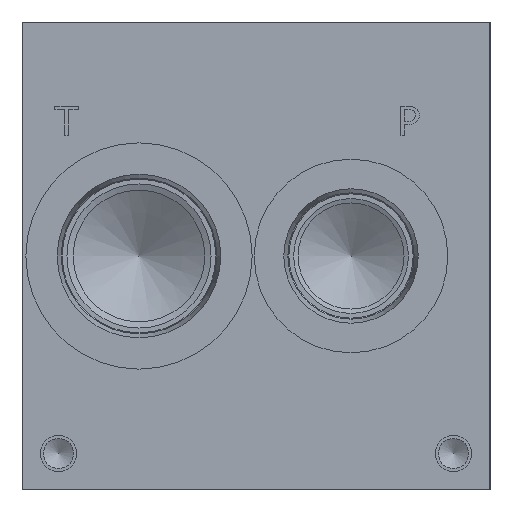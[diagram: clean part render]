
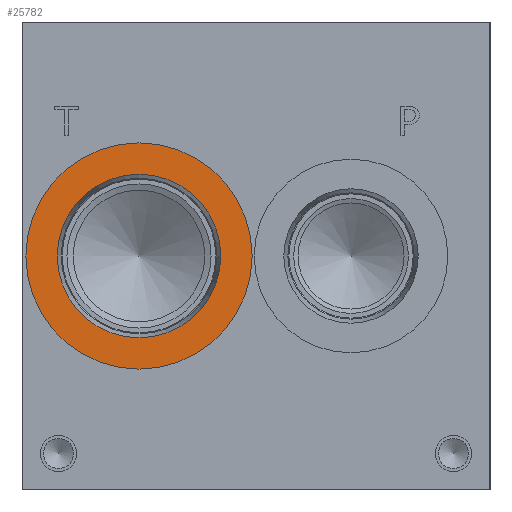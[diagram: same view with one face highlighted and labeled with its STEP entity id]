
A CAD part, left-side view. The second image highlights one B-rep face of the part: STEP entity #25782.
In plain terms, the highlighted planar face has unit normal (-1, 0, 0).
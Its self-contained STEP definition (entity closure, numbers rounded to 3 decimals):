
#637=CIRCLE('',#27059,24.562);
#638=CIRCLE('',#27060,24.562);
#639=CIRCLE('',#27062,17.755);
#640=CIRCLE('',#27063,17.755);
#1637=FACE_BOUND('',#4825,.T.);
#2361=PLANE('',#27061);
#3314=FACE_OUTER_BOUND('',#4824,.T.);
#4824=EDGE_LOOP('',(#21198,#21199));
#4825=EDGE_LOOP('',(#21200,#21201));
#11891=VERTEX_POINT('',#43124);
#11892=VERTEX_POINT('',#43126);
#11893=VERTEX_POINT('',#43130);
#11894=VERTEX_POINT('',#43131);
#15238=EDGE_CURVE('',#11891,#11892,#637,.T.);
#15239=EDGE_CURVE('',#11892,#11891,#638,.T.);
#15240=EDGE_CURVE('',#11893,#11894,#639,.T.);
#15241=EDGE_CURVE('',#11894,#11893,#640,.T.);
#21198=ORIENTED_EDGE('',*,*,#15239,.F.);
#21199=ORIENTED_EDGE('',*,*,#15238,.F.);
#21200=ORIENTED_EDGE('',*,*,#15240,.T.);
#21201=ORIENTED_EDGE('',*,*,#15241,.T.);
#25782=ADVANCED_FACE('',(#3314,#1637),#2361,.F.);
#27059=AXIS2_PLACEMENT_3D('',#43127,#31629,#31630);
#27060=AXIS2_PLACEMENT_3D('',#43128,#31631,#31632);
#27061=AXIS2_PLACEMENT_3D('',#43129,#31633,#31634);
#27062=AXIS2_PLACEMENT_3D('',#43132,#31635,#31636);
#27063=AXIS2_PLACEMENT_3D('',#43133,#31637,#31638);
#31629=DIRECTION('center_axis',(1.,0.,0.));
#31630=DIRECTION('ref_axis',(0.,0.,-1.));
#31631=DIRECTION('center_axis',(1.,0.,0.));
#31632=DIRECTION('ref_axis',(0.,0.,-1.));
#31633=DIRECTION('center_axis',(1.,0.,0.));
#31634=DIRECTION('ref_axis',(0.,0.,-1.));
#31635=DIRECTION('center_axis',(1.,0.,0.));
#31636=DIRECTION('ref_axis',(0.,0.,-1.));
#31637=DIRECTION('center_axis',(1.,0.,0.));
#31638=DIRECTION('ref_axis',(0.,0.,-1.));
#43124=CARTESIAN_POINT('',(0.787,76.2,26.238));
#43126=CARTESIAN_POINT('',(0.787,76.2,75.362));
#43127=CARTESIAN_POINT('Origin',(0.787,76.2,50.8));
#43128=CARTESIAN_POINT('Origin',(0.787,76.2,50.8));
#43129=CARTESIAN_POINT('Origin',(0.787,76.2,68.555));
#43130=CARTESIAN_POINT('',(0.787,76.2,68.555));
#43131=CARTESIAN_POINT('',(0.787,76.2,33.045));
#43132=CARTESIAN_POINT('Origin',(0.787,76.2,50.8));
#43133=CARTESIAN_POINT('Origin',(0.787,76.2,50.8));
